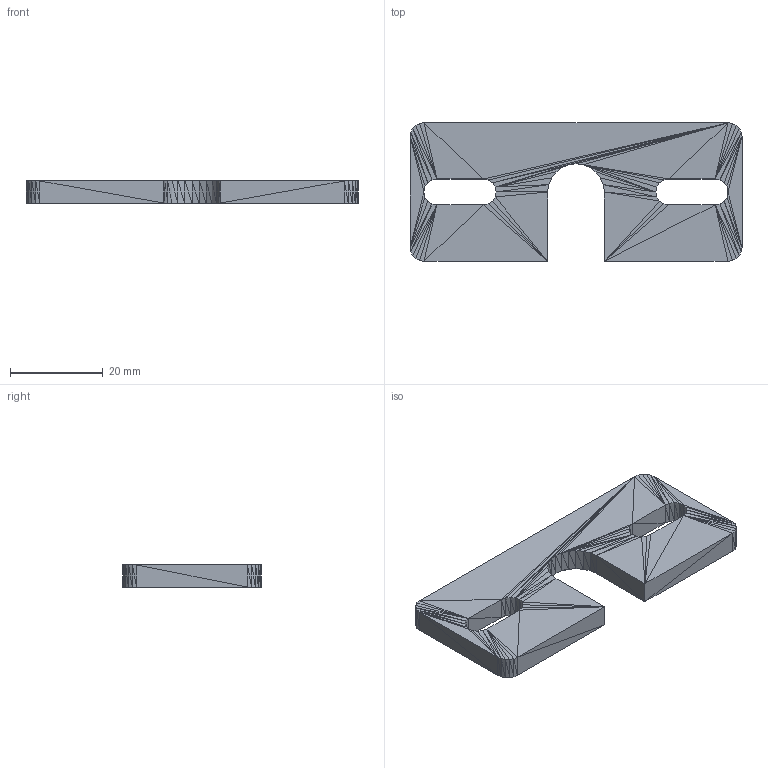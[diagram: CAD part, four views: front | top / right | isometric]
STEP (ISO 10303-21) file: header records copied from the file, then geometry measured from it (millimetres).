
FILE_DESCRIPTION (( 'STEP AP203' ), '1' );
FILE_NAME ('Pico Groovemount flat plate-step File.STEP', '2013-12-27T23:46:01', ( 'E' ), ( '' ), 'SwSTEP 2.0', 'SolidWorks 2013', '' );
FILE_SCHEMA (( 'CONFIG_CONTROL_DESIGN' ));
Length unit declared in the file: millimetre
Products named in the file (1): Pico Groovemount flat plate-step File
Bounding box: 71.6 x 29.85 x 4.76 mm (x, y, z)
Volume: 8235.3 mm3; surface area: 4931.9 mm2
Topology: 1 solids, 1 shells, 304 faces, 456 edges, 150 vertices
Faces by surface type: plane 304
Entity records: 6009 total; most frequent: DIRECTION 1066, ORIENTED_EDGE 912, CARTESIAN_POINT 911, VECTOR 456, EDGE_CURVE 456, LINE 456, AXIS2_PLACEMENT_3D 305, ADVANCED_FACE 304
